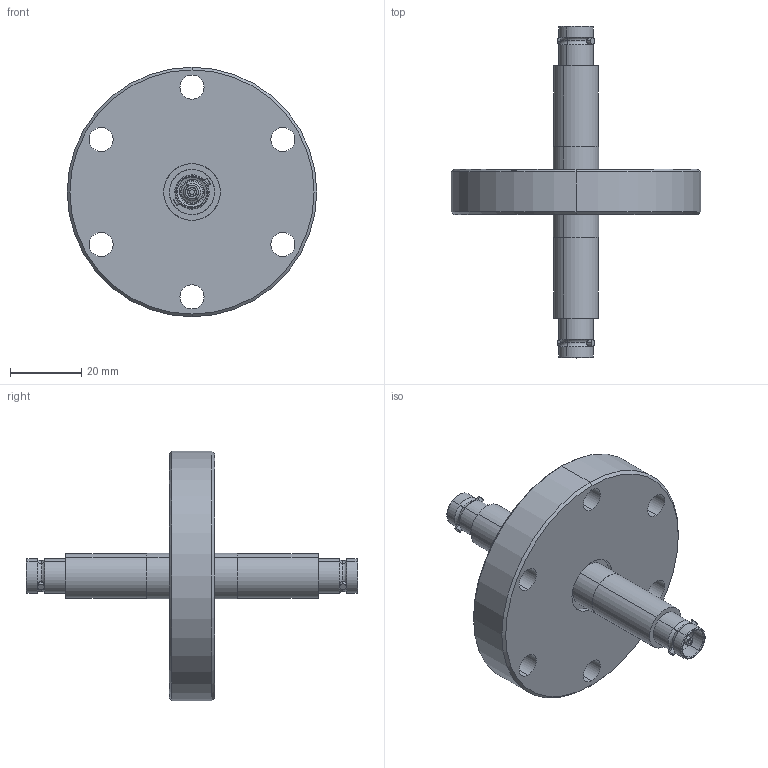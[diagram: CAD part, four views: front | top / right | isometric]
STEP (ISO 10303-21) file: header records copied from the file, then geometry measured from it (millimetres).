
FILE_DESCRIPTION (( 'STEP AP203' ), '1' );
FILE_NAME ('A0473-2-CF.STEP', '2013-05-10T14:38:37', ( '' ), ( '' ), 'SwSTEP 2.0', 'SolidWorks 2012', '' );
FILE_SCHEMA (( 'CONFIG_CONTROL_DESIGN' ));
Length unit declared in the file: inch
Products named in the file (1): A0473-2-CF
Bounding box: 69.85 x 92.9 x 69.85 mm (x, y, z)
Volume: 47871.9 mm3; surface area: 22151.6 mm2
Topology: 2 solids, 2 shells, 312 faces, 772 edges, 480 vertices
Faces by surface type: cylinder 143, plane 96, cone 38, torus 32, sphere 3
Entity records: 10122 total; most frequent: CARTESIAN_POINT 2333, DIRECTION 1783, ORIENTED_EDGE 1528, EDGE_CURVE 764, AXIS2_PLACEMENT_3D 742, VERTEX_POINT 476, CIRCLE 429, EDGE_LOOP 362
